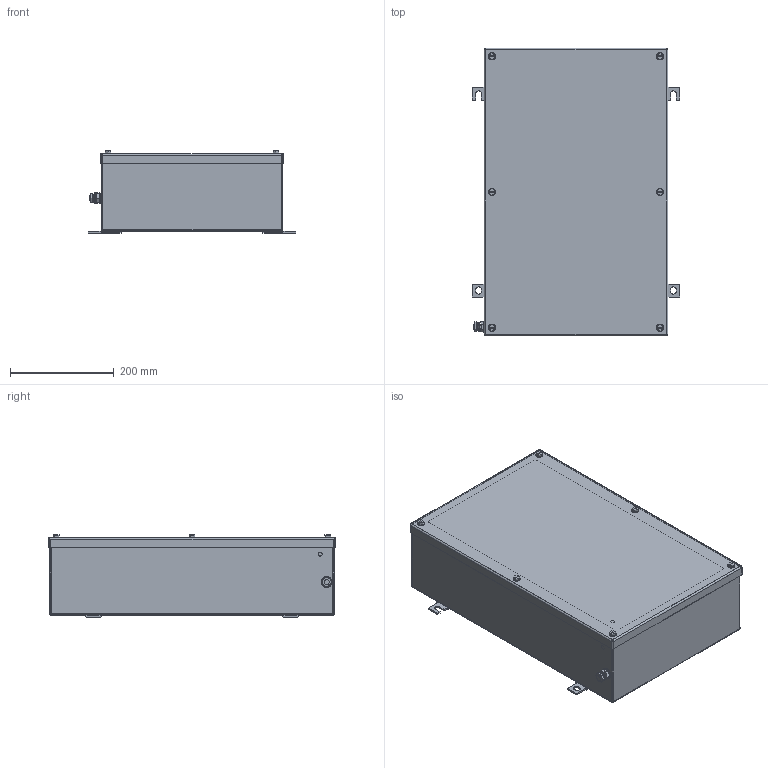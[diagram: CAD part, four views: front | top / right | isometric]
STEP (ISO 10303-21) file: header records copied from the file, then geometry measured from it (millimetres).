
FILE_DESCRIPTION(('CATIA V5 STEP Exchange','CAx-IF Rec.Pracs.--- Model Styling and Organization---1.4--- 2014-01-23'),'2;1');
FILE_NAME ('008669-4_4_1196300000_1196300000.stp','2019-09-25T07:55:03+00:00',('none'),('Weidmueller'),'CATIA Version 5-6 Release 2016 SP3 HF44','CATIA V5 STEP AP214','none');
FILE_SCHEMA(('AUTOMOTIVE_DESIGN { 1 0 10303 214 1 1 1 1 }'));
Length unit declared in the file: millimetre
Products named in the file (1): ZUB_KTB_FS_553515_0GP
Bounding box: 401 x 555 x 158.5 mm (x, y, z)
Volume: 1220184.6 mm3; surface area: 1549782.5 mm2
Topology: 40 solids, 40 shells, 892 faces, 2092 edges, 1300 vertices
Faces by surface type: cylinder 370, plane 348, cone 152, sphere 16, torus 6
Entity records: 24058 total; most frequent: CARTESIAN_POINT 4744, ORIENTED_EDGE 4104, DIRECTION 3275, EDGE_CURVE 2052, AXIS2_PLACEMENT_3D 1516, VERTEX_POINT 1300, VECTOR 1094, LINE 1094
